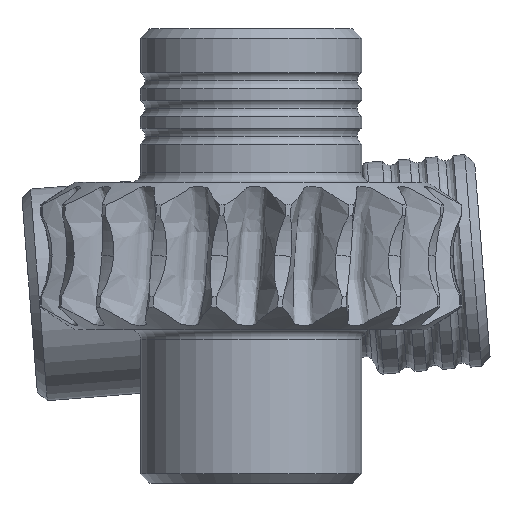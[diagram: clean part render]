
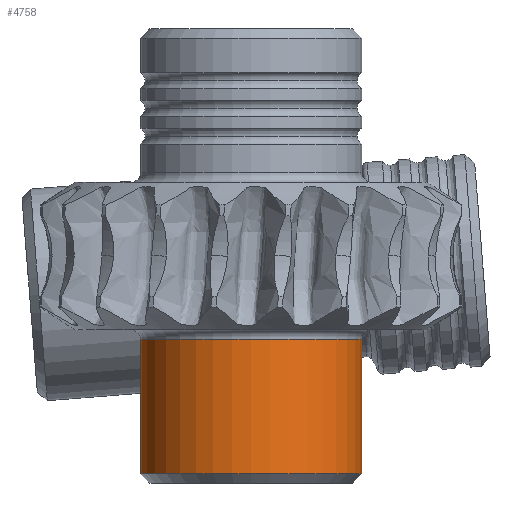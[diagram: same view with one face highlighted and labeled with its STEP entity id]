
A CAD part, front view. The second image highlights one B-rep face of the part: STEP entity #4758.
In plain terms, the highlighted cylindrical face has radius 6 mm (diameter 12 mm), a partial arc.
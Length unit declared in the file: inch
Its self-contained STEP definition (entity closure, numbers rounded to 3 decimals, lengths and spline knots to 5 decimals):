
#225=LINE('',#7471,#357);
#226=LINE('',#7472,#358);
#357=VECTOR('',#5746,0.2874);
#358=VECTOR('',#5747,0.2874);
#529=CYLINDRICAL_SURFACE('',#5200,0.23622);
#731=FACE_OUTER_BOUND('',#1025,.T.);
#1025=EDGE_LOOP('',(#3789,#3790,#3791,#3792));
#1565=CIRCLE('',#5025,0.23622);
#1655=CIRCLE('',#5201,0.23622);
#1890=VERTEX_POINT('',#7416);
#1891=VERTEX_POINT('',#7418);
#1898=VERTEX_POINT('',#7434);
#1899=VERTEX_POINT('',#7436);
#2385=EDGE_CURVE('',#1891,#1890,#1565,.T.);
#2410=EDGE_CURVE('',#1891,#1899,#225,.T.);
#2411=EDGE_CURVE('',#1890,#1898,#226,.T.);
#2666=EDGE_CURVE('',#1898,#1899,#1655,.T.);
#3789=ORIENTED_EDGE('',*,*,#2410,.F.);
#3790=ORIENTED_EDGE('',*,*,#2385,.T.);
#3791=ORIENTED_EDGE('',*,*,#2411,.T.);
#3792=ORIENTED_EDGE('',*,*,#2666,.T.);
#4758=ADVANCED_FACE('',(#731),#529,.T.);
#5025=AXIS2_PLACEMENT_3D('',#7419,#5692,#5693);
#5200=AXIS2_PLACEMENT_3D('',#21608,#6066,#6067);
#5201=AXIS2_PLACEMENT_3D('',#21609,#6068,#6069);
#5692=DIRECTION('center_axis',(0.,0.,-1.));
#5693=DIRECTION('ref_axis',(1.,0.,0.));
#5746=DIRECTION('',(0.,0.,-1.));
#5747=DIRECTION('',(0.,0.,-1.));
#6066=DIRECTION('center_axis',(0.,0.,-1.));
#6067=DIRECTION('ref_axis',(-1.,0.,0.));
#6068=DIRECTION('center_axis',(0.,0.,1.));
#6069=DIRECTION('ref_axis',(1.,0.,0.));
#7416=CARTESIAN_POINT('',(-0.16345,0.66895,0.61489));
#7418=CARTESIAN_POINT('',(0.30899,0.66895,0.61489));
#7419=CARTESIAN_POINT('Origin',(0.07277,0.66895,0.61489));
#7434=CARTESIAN_POINT('',(-0.16345,0.66895,0.32748));
#7436=CARTESIAN_POINT('',(0.30899,0.66895,0.32748));
#7471=CARTESIAN_POINT('',(0.30899,0.66895,0.79205));
#7472=CARTESIAN_POINT('',(-0.16345,0.66895,0.79205));
#21608=CARTESIAN_POINT('Origin',(0.07277,0.66895,0.79205));
#21609=CARTESIAN_POINT('Origin',(0.07277,0.66895,0.32748));
